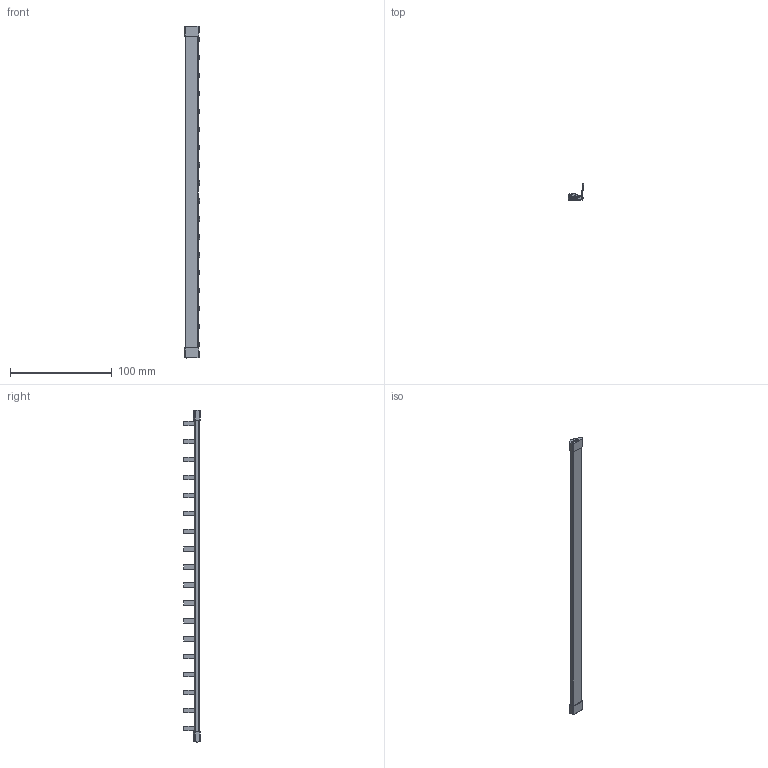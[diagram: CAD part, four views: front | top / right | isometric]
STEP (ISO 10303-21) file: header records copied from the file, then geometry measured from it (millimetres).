
FILE_DESCRIPTION (( 'STEP AP203' ), '1' );
FILE_NAME ('Monofaze Müþterek W Otomat Barasý - 18 Modül-- ONKA- 3007.STEP', '2020-08-14T06:40:20', ( '' ), ( '' ), 'SwSTEP 2.0', 'SolidWorks 2011', '' );
FILE_SCHEMA (( 'CONFIG_CONTROL_DESIGN' ));
Length unit declared in the file: millimetre
Products named in the file (1): Monofaze Müþterek W Otomat Barasý - 18 Modül-- ONKA- 3007
Bounding box: 14.83 x 15.84 x 325.8 mm (x, y, z)
Volume: 15978.5 mm3; surface area: 14898.3 mm2
Topology: 1 solids, 1 shells, 859 faces, 2505 edges, 1659 vertices
Faces by surface type: plane 763, cylinder 68, bspline 28
Entity records: 29455 total; most frequent: CARTESIAN_POINT 6718, ORIENTED_EDGE 5010, DIRECTION 4248, EDGE_CURVE 2505, VECTOR 2318, LINE 2318, VERTEX_POINT 1659, AXIS2_PLACEMENT_3D 965
